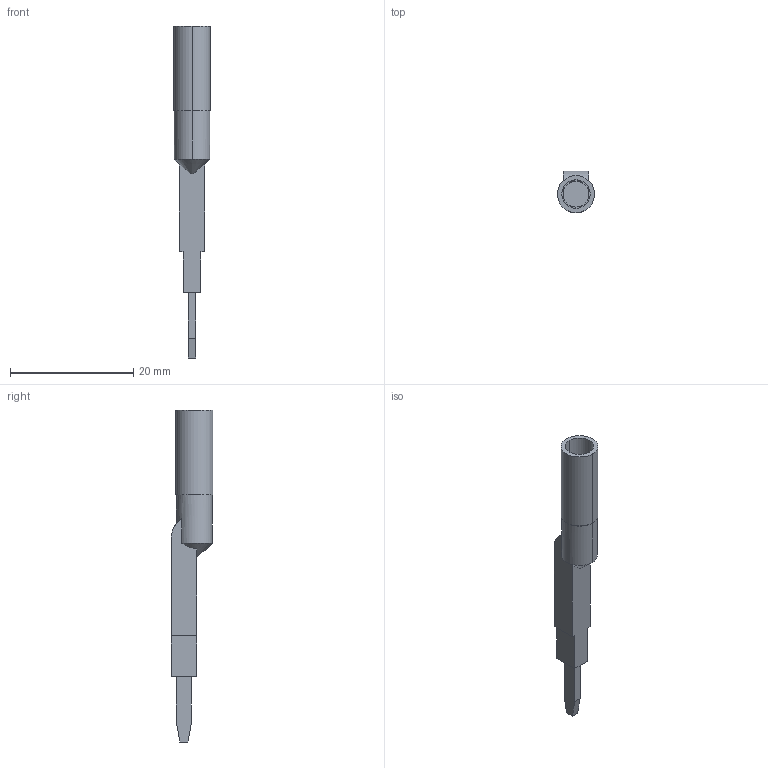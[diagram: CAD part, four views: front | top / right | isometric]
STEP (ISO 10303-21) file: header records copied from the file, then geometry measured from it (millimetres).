
FILE_DESCRIPTION(('Creo Elements/Direct Modeling STEP Export'),'2;1');
FILE_NAME('model.stp','2019-11-21T 0:02:01',(''),(''),'Creo Elements/Direct Modeling STEP processor for AP214 (Solid Model)','Creo Elements/Direct Modeling 20.1A 29-Sep-2018 (C) Parametric Technology GmbH','');
FILE_SCHEMA(('AUTOMOTIVE_DESIGN { 1 0 10303 214 1 1 1 1 }'));
Length unit declared in the file: millimetre
Products named in the file (2): pai_4-select
Assembly tree (1 placements, depth 2):
  pai_4-select
    pai_4-select
Bounding box: 6 x 6.78 x 53.8 mm (x, y, z)
Volume: 742.6 mm3; surface area: 1105.7 mm2
Topology: 1 solids, 1 shells, 30 faces, 74 edges, 50 vertices
Faces by surface type: plane 20, cylinder 9, cone 1
Entity records: 1559 total; most frequent: CARTESIAN_POINT 567, ORIENTED_EDGE 148, DIRECTION 139, EDGE_CURVE 74, VECTOR 51, LINE 51, VERTEX_POINT 50, AXIS2_PLACEMENT_3D 44
